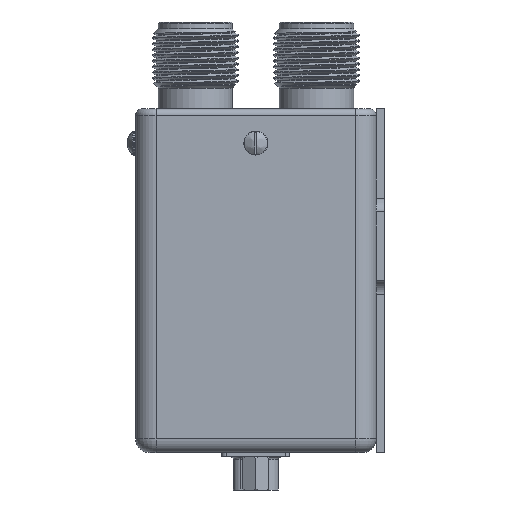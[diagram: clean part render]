
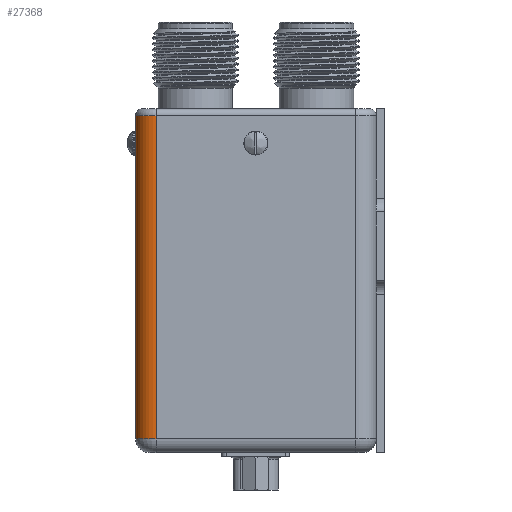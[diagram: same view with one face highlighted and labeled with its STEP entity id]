
A CAD part, left-side view. The second image highlights one B-rep face of the part: STEP entity #27368.
In plain terms, the highlighted cylindrical face has radius 3.81 mm (diameter 7.62 mm), a partial arc.
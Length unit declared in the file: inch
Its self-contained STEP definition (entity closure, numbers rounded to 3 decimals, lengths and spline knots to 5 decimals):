
#600 = VERTEX_POINT ( 'NONE', #39847 ) ;
#2291 = EDGE_CURVE ( 'NONE', #33408, #36186, #62481, .T. ) ;
#2445 = CARTESIAN_POINT ( 'NONE',  ( -0.725, 0.875, -2.4 ) ) ;
#3144 = EDGE_CURVE ( 'NONE', #20041, #36186, #22094, .T. ) ;
#8035 = CARTESIAN_POINT ( 'NONE',  ( -0.725, 0.875, -2.5 ) ) ;
#10998 = DIRECTION ( 'NONE',  ( 0., 0., -1. ) ) ;
#11121 = CARTESIAN_POINT ( 'NONE',  ( -0.725, 0.875, -0.05 ) ) ;
#11332 = ORIENTED_EDGE ( 'NONE', *, *, #25116, .T. ) ;
#11968 = EDGE_CURVE ( 'NONE', #600, #20041, #58393, .T. ) ;
#12748 = AXIS2_PLACEMENT_3D ( 'NONE', #55648, #10998, #35136 ) ;
#15821 = VECTOR ( 'NONE', #28866, 39.37008 ) ;
#17093 = ORIENTED_EDGE ( 'NONE', *, *, #2291, .F. ) ;
#18960 = DIRECTION ( 'NONE',  ( 0., 0., 1. ) ) ;
#19863 = CARTESIAN_POINT ( 'NONE',  ( -0.725, 0.725, -2.4 ) ) ;
#20041 = VERTEX_POINT ( 'NONE', #23916 ) ;
#22094 = CIRCLE ( 'NONE', #12748, 0.15 ) ;
#23916 = CARTESIAN_POINT ( 'NONE',  ( -0.875, 0.725, -0.05 ) ) ;
#25116 = EDGE_CURVE ( 'NONE', #33408, #600, #57307, .T. ) ;
#27368 = ADVANCED_FACE ( 'NONE', ( #61438 ), #27514, .T. ) ;
#27514 = CYLINDRICAL_SURFACE ( 'NONE', #57730, 0.15 ) ;
#28866 = DIRECTION ( 'NONE',  ( 0., 0., 1. ) ) ;
#29676 = CARTESIAN_POINT ( 'NONE',  ( -0.875, 0.725, -2.5 ) ) ;
#33408 = VERTEX_POINT ( 'NONE', #2445 ) ;
#35136 = DIRECTION ( 'NONE',  ( 1., 0., 0. ) ) ;
#35996 = DIRECTION ( 'NONE',  ( 0., 0., 1. ) ) ;
#36186 = VERTEX_POINT ( 'NONE', #11121 ) ;
#39617 = AXIS2_PLACEMENT_3D ( 'NONE', #19863, #40037, #48858 ) ;
#39847 = CARTESIAN_POINT ( 'NONE',  ( -0.875, 0.725, -2.4 ) ) ;
#40037 = DIRECTION ( 'NONE',  ( 0., 0., 1. ) ) ;
#42185 = DIRECTION ( 'NONE',  ( 1., 0., 0. ) ) ;
#42231 = ORIENTED_EDGE ( 'NONE', *, *, #11968, .T. ) ;
#43121 = ORIENTED_EDGE ( 'NONE', *, *, #3144, .T. ) ;
#44596 = EDGE_LOOP ( 'NONE', ( #17093, #11332, #42231, #43121 ) ) ;
#48858 = DIRECTION ( 'NONE',  ( 1., 0., 0. ) ) ;
#51303 = CARTESIAN_POINT ( 'NONE',  ( -0.725, 0.725, -2.5 ) ) ;
#55648 = CARTESIAN_POINT ( 'NONE',  ( -0.725, 0.725, -0.05 ) ) ;
#57307 = CIRCLE ( 'NONE', #39617, 0.15 ) ;
#57730 = AXIS2_PLACEMENT_3D ( 'NONE', #51303, #35996, #42185 ) ;
#58393 = LINE ( 'NONE', #29676, #59844 ) ;
#59844 = VECTOR ( 'NONE', #18960, 39.37008 ) ;
#61438 = FACE_OUTER_BOUND ( 'NONE', #44596, .T. ) ;
#62481 = LINE ( 'NONE', #8035, #15821 ) ;
